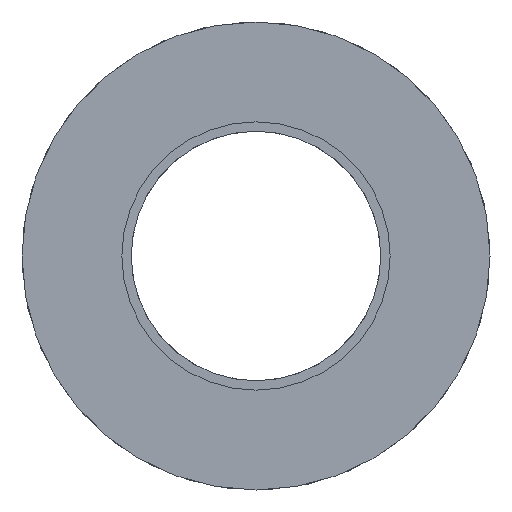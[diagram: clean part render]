
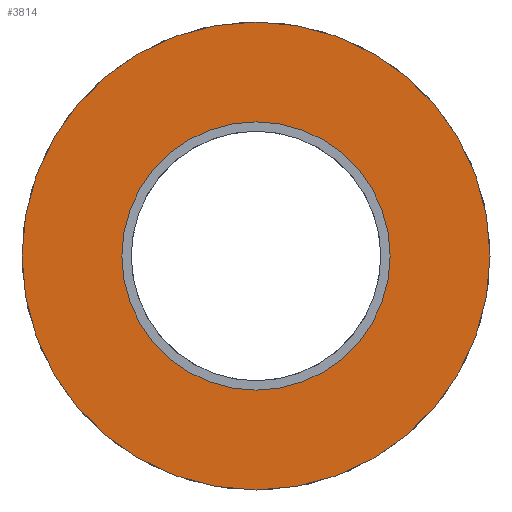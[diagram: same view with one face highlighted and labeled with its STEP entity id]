
A CAD part, front view. The second image highlights one B-rep face of the part: STEP entity #3814.
In plain terms, the highlighted planar face has unit normal (0, -1, 0).
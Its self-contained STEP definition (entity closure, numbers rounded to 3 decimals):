
#3 = VERTEX_POINT ( 'NONE', #4498 ) ;
#112 = EDGE_LOOP ( 'NONE', ( #8471, #1653 ) ) ;
#255 = DIRECTION ( 'NONE',  ( 0., 0., 1. ) ) ;
#423 = CIRCLE ( 'NONE', #7225, 8.6 ) ;
#1058 = CIRCLE ( 'NONE', #4413, 15. ) ;
#1380 = CIRCLE ( 'NONE', #6963, 15. ) ;
#1653 = ORIENTED_EDGE ( 'NONE', *, *, #5356, .F. ) ;
#1721 = VERTEX_POINT ( 'NONE', #8128 ) ;
#2020 = EDGE_LOOP ( 'NONE', ( #6313, #7764 ) ) ;
#2508 = DIRECTION ( 'NONE',  ( 0., 0., 1. ) ) ;
#2650 = EDGE_CURVE ( 'NONE', #6078, #1721, #1058, .T. ) ;
#3363 = FACE_BOUND ( 'NONE', #2020, .T. ) ;
#3433 = DIRECTION ( 'NONE',  ( 0., 0., 1. ) ) ;
#3739 = DIRECTION ( 'NONE',  ( 0., 1., 0. ) ) ;
#3764 = CARTESIAN_POINT ( 'NONE',  ( 0., 0., 0. ) ) ;
#3814 = ADVANCED_FACE ( 'NONE', ( #3363, #6914 ), #6327, .T. ) ;
#4266 = DIRECTION ( 'NONE',  ( 0., 1., 0. ) ) ;
#4312 = EDGE_CURVE ( 'NONE', #5622, #3, #423, .T. ) ;
#4353 = CIRCLE ( 'NONE', #4406, 8.6 ) ;
#4406 = AXIS2_PLACEMENT_3D ( 'NONE', #8211, #4266, #255 ) ;
#4413 = AXIS2_PLACEMENT_3D ( 'NONE', #5574, #5374, #5348 ) ;
#4498 = CARTESIAN_POINT ( 'NONE',  ( 0., 0., 8.6 ) ) ;
#4897 = CARTESIAN_POINT ( 'NONE',  ( 0., 0., 8.6 ) ) ;
#5142 = DIRECTION ( 'NONE',  ( 0., 1., 0. ) ) ;
#5233 = CARTESIAN_POINT ( 'NONE',  ( 0., 0., 0. ) ) ;
#5348 = DIRECTION ( 'NONE',  ( 0., 0., 1. ) ) ;
#5356 = EDGE_CURVE ( 'NONE', #1721, #6078, #1380, .T. ) ;
#5374 = DIRECTION ( 'NONE',  ( 0., 1., 0. ) ) ;
#5574 = CARTESIAN_POINT ( 'NONE',  ( 0., 0., 0. ) ) ;
#5622 = VERTEX_POINT ( 'NONE', #7702 ) ;
#5628 = DIRECTION ( 'NONE',  ( 0., -1., 0. ) ) ;
#6078 = VERTEX_POINT ( 'NONE', #8591 ) ;
#6313 = ORIENTED_EDGE ( 'NONE', *, *, #8122, .T. ) ;
#6327 = PLANE ( 'NONE',  #8138 ) ;
#6591 = DIRECTION ( 'NONE',  ( 0., 0., -1. ) ) ;
#6914 = FACE_OUTER_BOUND ( 'NONE', #112, .T. ) ;
#6963 = AXIS2_PLACEMENT_3D ( 'NONE', #3764, #3739, #3433 ) ;
#7225 = AXIS2_PLACEMENT_3D ( 'NONE', #5233, #5142, #2508 ) ;
#7702 = CARTESIAN_POINT ( 'NONE',  ( 0., 0., -8.6 ) ) ;
#7764 = ORIENTED_EDGE ( 'NONE', *, *, #4312, .T. ) ;
#8122 = EDGE_CURVE ( 'NONE', #3, #5622, #4353, .T. ) ;
#8128 = CARTESIAN_POINT ( 'NONE',  ( 0., 0., -15. ) ) ;
#8138 = AXIS2_PLACEMENT_3D ( 'NONE', #4897, #5628, #6591 ) ;
#8211 = CARTESIAN_POINT ( 'NONE',  ( 0., 0., 0. ) ) ;
#8471 = ORIENTED_EDGE ( 'NONE', *, *, #2650, .F. ) ;
#8591 = CARTESIAN_POINT ( 'NONE',  ( 0., 0., 15. ) ) ;
